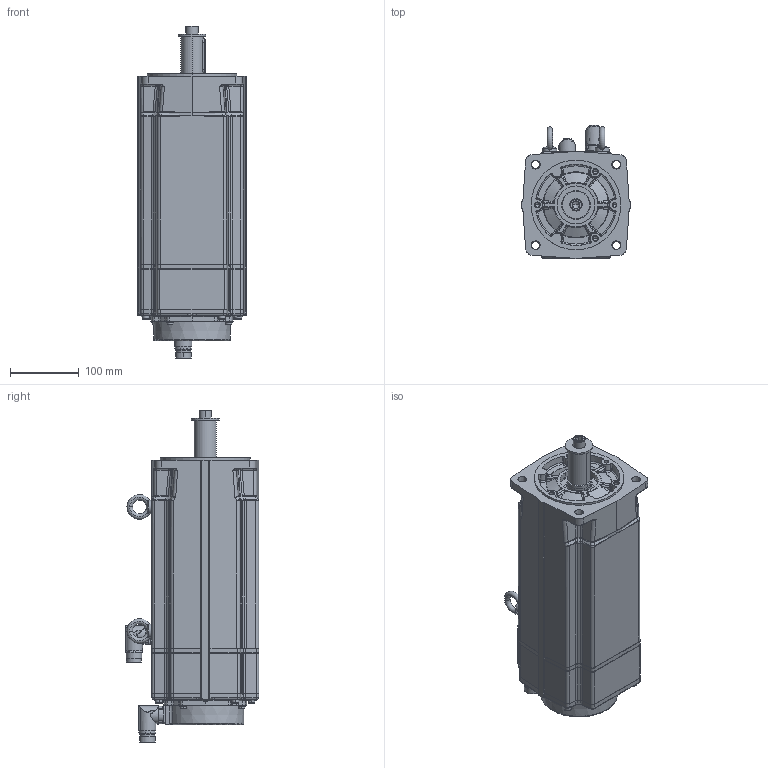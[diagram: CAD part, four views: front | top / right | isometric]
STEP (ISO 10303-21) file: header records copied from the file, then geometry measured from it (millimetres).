
FILE_DESCRIPTION((''),'2;1');
FILE_NAME('NX860EAR7301_SW0001','2005-07-19T',('stagiaire'),(''),'PRO/ENGINEER BY PARAMETRIC TECHNOLOGY CORPORATION, 2005110','PRO/ENGINEER BY PARAMETRIC TECHNOLOGY CORPORATION, 2005110','');
FILE_SCHEMA(('CONFIG_CONTROL_DESIGN'));
Products named in the file (1): NX860EAR7301_SW0001
Bounding box: 157 x 193.5 x 481.4 mm (x, y, z)
Volume: 7661184.5 mm3; surface area: 319173 mm2
Topology: 2 solids, 2 shells, 2501 faces, 6244 edges, 3802 vertices
Faces by surface type: plane 954, cylinder 649, bspline 487, cone 245, torus 124, sphere 42
Entity records: 102816 total; most frequent: CARTESIAN_POINT 47396, ORIENTED_EDGE 12344, DIRECTION 10379, EDGE_CURVE 6172, VERTEX_POINT 3802, AXIS2_PLACEMENT_3D 3747, VECTOR 2885, LINE 2885
